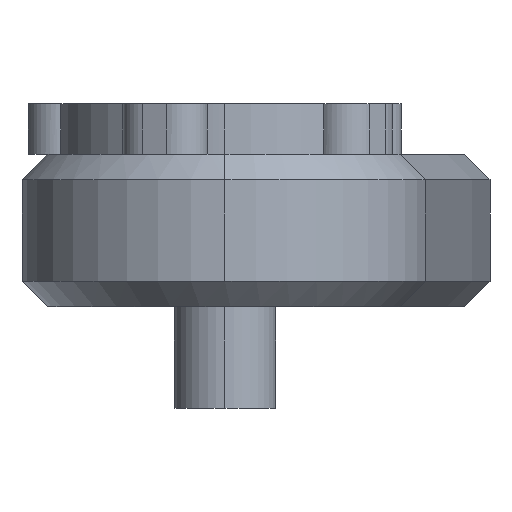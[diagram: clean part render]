
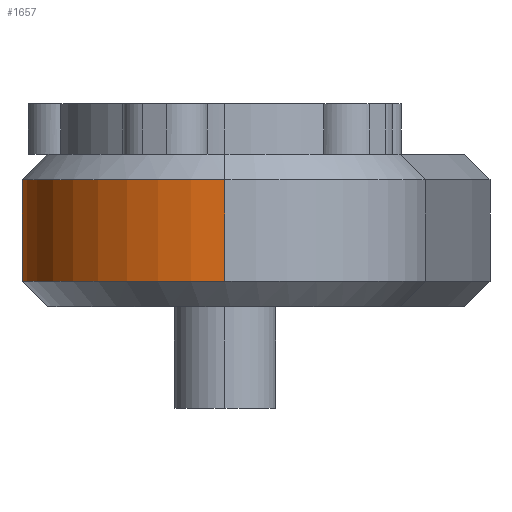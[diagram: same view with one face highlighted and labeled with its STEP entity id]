
A CAD part, left-side view. The second image highlights one B-rep face of the part: STEP entity #1657.
In plain terms, the highlighted cylindrical face has radius 20 mm (diameter 40 mm), a partial arc.
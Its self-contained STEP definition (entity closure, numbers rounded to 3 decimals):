
#44 = CARTESIAN_POINT ( 'NONE',  ( 0., 0., 5. ) ) ;
#59 = EDGE_LOOP ( 'NONE', ( #1036, #960, #1149, #1260 ) ) ;
#147 = VERTEX_POINT ( 'NONE', #695 ) ;
#235 = CIRCLE ( 'NONE', #574, 20. ) ;
#458 = VERTEX_POINT ( 'NONE', #1147 ) ;
#471 = VECTOR ( 'NONE', #1469, 1000. ) ;
#474 = CARTESIAN_POINT ( 'NONE',  ( 2.253, 19.873, 5. ) ) ;
#574 = AXIS2_PLACEMENT_3D ( 'NONE', #1508, #768, #877 ) ;
#606 = CARTESIAN_POINT ( 'NONE',  ( 2.253, 19.873, -5. ) ) ;
#643 = VERTEX_POINT ( 'NONE', #606 ) ;
#652 = CARTESIAN_POINT ( 'NONE',  ( 2.253, 19.873, 7.5 ) ) ;
#695 = CARTESIAN_POINT ( 'NONE',  ( -20., 0., -5. ) ) ;
#721 = LINE ( 'NONE', #1629, #471 ) ;
#729 = VERTEX_POINT ( 'NONE', #474 ) ;
#766 = AXIS2_PLACEMENT_3D ( 'NONE', #44, #1081, #1089 ) ;
#768 = DIRECTION ( 'NONE',  ( 0., 0., 1. ) ) ;
#816 = CARTESIAN_POINT ( 'NONE',  ( 0., 0., 7.5 ) ) ;
#877 = DIRECTION ( 'NONE',  ( 1., 0., 0. ) ) ;
#960 = ORIENTED_EDGE ( 'NONE', *, *, #1344, .T. ) ;
#1031 = LINE ( 'NONE', #652, #1129 ) ;
#1036 = ORIENTED_EDGE ( 'NONE', *, *, #1359, .F. ) ;
#1054 = DIRECTION ( 'NONE',  ( -1., 0., 0. ) ) ;
#1081 = DIRECTION ( 'NONE',  ( 0., 0., -1. ) ) ;
#1089 = DIRECTION ( 'NONE',  ( 1., 0., 0. ) ) ;
#1092 = EDGE_CURVE ( 'NONE', #729, #643, #1031, .T. ) ;
#1129 = VECTOR ( 'NONE', #1543, 1000. ) ;
#1147 = CARTESIAN_POINT ( 'NONE',  ( -20., 0., 5. ) ) ;
#1149 = ORIENTED_EDGE ( 'NONE', *, *, #1092, .T. ) ;
#1260 = ORIENTED_EDGE ( 'NONE', *, *, #1568, .T. ) ;
#1344 = EDGE_CURVE ( 'NONE', #458, #729, #1494, .T. ) ;
#1359 = EDGE_CURVE ( 'NONE', #458, #147, #721, .T. ) ;
#1417 = CYLINDRICAL_SURFACE ( 'NONE', #1488, 20. ) ;
#1441 = DIRECTION ( 'NONE',  ( 0., 0., -1. ) ) ;
#1469 = DIRECTION ( 'NONE',  ( 0., 0., -1. ) ) ;
#1488 = AXIS2_PLACEMENT_3D ( 'NONE', #816, #1441, #1054 ) ;
#1494 = CIRCLE ( 'NONE', #766, 20. ) ;
#1508 = CARTESIAN_POINT ( 'NONE',  ( 0., 0., -5. ) ) ;
#1543 = DIRECTION ( 'NONE',  ( 0., 0., -1. ) ) ;
#1568 = EDGE_CURVE ( 'NONE', #643, #147, #235, .T. ) ;
#1570 = FACE_OUTER_BOUND ( 'NONE', #59, .T. ) ;
#1629 = CARTESIAN_POINT ( 'NONE',  ( -20., 0., 7.5 ) ) ;
#1657 = ADVANCED_FACE ( 'NONE', ( #1570 ), #1417, .T. ) ;
